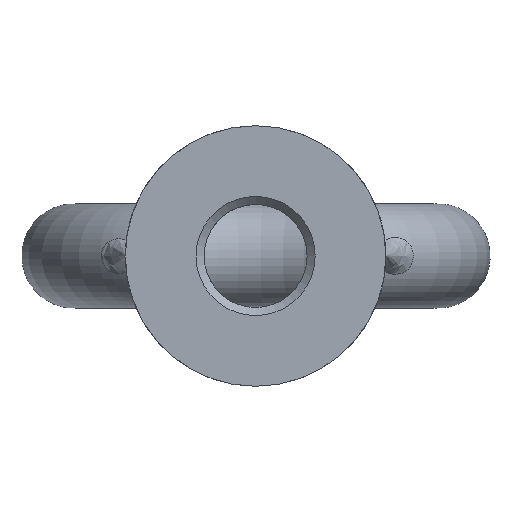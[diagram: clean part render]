
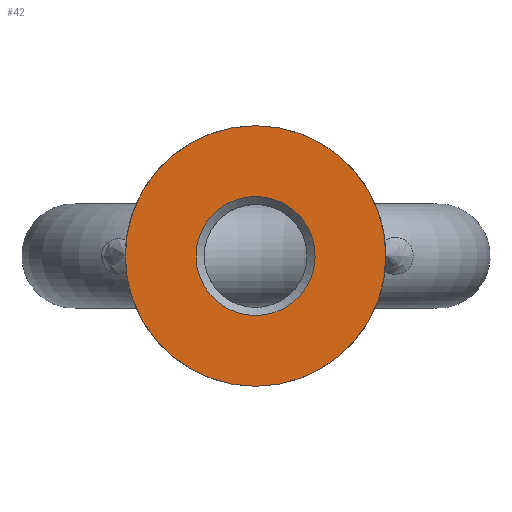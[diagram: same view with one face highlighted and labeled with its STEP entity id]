
A CAD part, front view. The second image highlights one B-rep face of the part: STEP entity #42.
In plain terms, the highlighted planar face has unit normal (0, -1, 0).
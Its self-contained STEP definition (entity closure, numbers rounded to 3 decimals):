
#42 = ADVANCED_FACE( '', ( #87, #88 ), #89, .F. );
#87 = FACE_BOUND( '', #159, .T. );
#88 = FACE_OUTER_BOUND( '', #160, .T. );
#89 = PLANE( '', #161 );
#159 = EDGE_LOOP( '', ( #244 ) );
#160 = EDGE_LOOP( '', ( #245 ) );
#161 = AXIS2_PLACEMENT_3D( '', #246, #247, #248 );
#244 = ORIENTED_EDGE( '', *, *, #337, .F. );
#245 = ORIENTED_EDGE( '', *, *, #338, .T. );
#246 = CARTESIAN_POINT( '', ( 17.5, 0., 0. ) );
#247 = DIRECTION( '', ( 0., 1., 0. ) );
#248 = DIRECTION( '', ( 0., 0., 1. ) );
#337 = EDGE_CURVE( '', #386, #386, #387, .T. );
#338 = EDGE_CURVE( '', #388, #388, #389, .T. );
#386 = VERTEX_POINT( '', #540 );
#387 = CIRCLE( '', #541, 8. );
#388 = VERTEX_POINT( '', #542 );
#389 = CIRCLE( '', #543, 17.5 );
#540 = CARTESIAN_POINT( '', ( 0., 0., -8. ) );
#541 = AXIS2_PLACEMENT_3D( '', #812, #813, #814 );
#542 = CARTESIAN_POINT( '', ( 0., 0., -17.5 ) );
#543 = AXIS2_PLACEMENT_3D( '', #815, #816, #817 );
#812 = CARTESIAN_POINT( '', ( 0., 0., 0. ) );
#813 = DIRECTION( '', ( 0., -1., 0. ) );
#814 = DIRECTION( '', ( 0., 0., -1. ) );
#815 = CARTESIAN_POINT( '', ( 0., 0., 0. ) );
#816 = DIRECTION( '', ( 0., -1., 0. ) );
#817 = DIRECTION( '', ( 0., 0., -1. ) );
